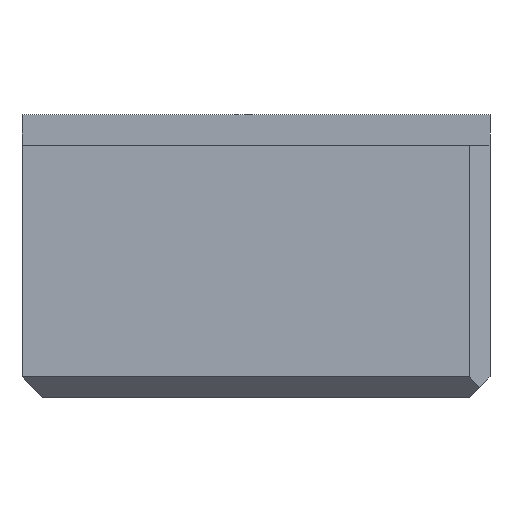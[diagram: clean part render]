
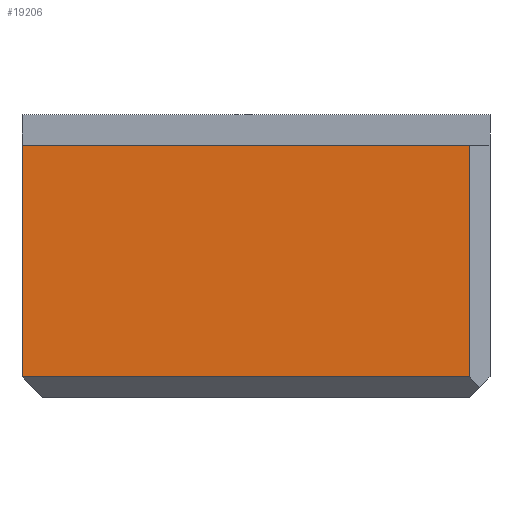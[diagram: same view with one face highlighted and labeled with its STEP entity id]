
A CAD part, front view. The second image highlights one B-rep face of the part: STEP entity #19206.
In plain terms, the highlighted planar face has unit normal (0, -1, 0).
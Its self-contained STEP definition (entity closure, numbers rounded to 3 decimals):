
#1968=FACE_OUTER_BOUND('',#3111,.T.);
#3111=EDGE_LOOP('',(#16360,#16361,#16362,#16363));
#5138=LINE('',#31023,#7210);
#5147=LINE('',#31040,#7219);
#5169=LINE('',#31084,#7241);
#5175=LINE('',#31096,#7247);
#7210=VECTOR('',#25745,10.);
#7219=VECTOR('',#25756,10.);
#7241=VECTOR('',#25790,10.);
#7247=VECTOR('',#25802,10.);
#8863=VERTEX_POINT('',#31020);
#8864=VERTEX_POINT('',#31022);
#8871=VERTEX_POINT('',#31038);
#8887=VERTEX_POINT('',#31082);
#11347=EDGE_CURVE('',#8863,#8864,#5138,.T.);
#11356=EDGE_CURVE('',#8871,#8863,#5147,.T.);
#11378=EDGE_CURVE('',#8887,#8871,#5169,.T.);
#11384=EDGE_CURVE('',#8864,#8887,#5175,.T.);
#16360=ORIENTED_EDGE('',*,*,#11347,.F.);
#16361=ORIENTED_EDGE('',*,*,#11356,.F.);
#16362=ORIENTED_EDGE('',*,*,#11378,.F.);
#16363=ORIENTED_EDGE('',*,*,#11384,.F.);
#17193=PLANE('',#20823);
#19206=ADVANCED_FACE('',(#1968),#17193,.F.);
#20823=AXIS2_PLACEMENT_3D('',#31101,#25808,#25809);
#25745=DIRECTION('',(0.,0.,-1.));
#25756=DIRECTION('',(1.,0.,0.));
#25790=DIRECTION('',(0.,0.,1.));
#25802=DIRECTION('',(-1.,0.,0.));
#25808=DIRECTION('center_axis',(0.,1.,0.));
#25809=DIRECTION('ref_axis',(0.,0.,-1.));
#31020=CARTESIAN_POINT('',(148.251,-101.416,0.));
#31022=CARTESIAN_POINT('',(148.251,-101.416,-23.));
#31023=CARTESIAN_POINT('',(148.251,-101.416,-12.5));
#31038=CARTESIAN_POINT('',(103.832,-101.416,0.));
#31040=CARTESIAN_POINT('',(127.041,-101.416,0.));
#31082=CARTESIAN_POINT('',(103.832,-101.416,-23.));
#31084=CARTESIAN_POINT('',(103.832,-101.416,-12.5));
#31096=CARTESIAN_POINT('',(127.041,-101.416,-23.));
#31101=CARTESIAN_POINT('Origin',(127.041,-101.416,-12.5));
